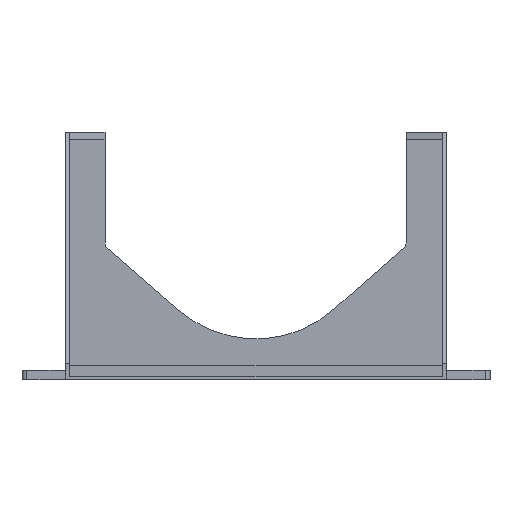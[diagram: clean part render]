
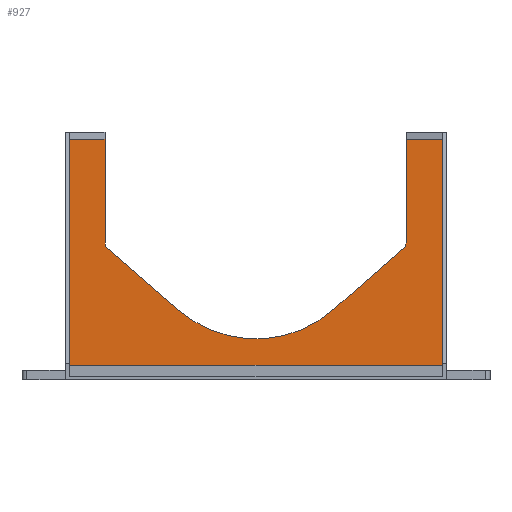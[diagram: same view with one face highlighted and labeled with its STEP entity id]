
A CAD part, top view. The second image highlights one B-rep face of the part: STEP entity #927.
In plain terms, the highlighted planar face has unit normal (0, 0, 1).
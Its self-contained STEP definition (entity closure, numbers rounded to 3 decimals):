
#670=CARTESIAN_POINT('',(711.6,22.6,121.68));
#671=VERTEX_POINT('',#670);
#672=CARTESIAN_POINT('',(711.6,-21.532,121.68));
#673=VERTEX_POINT('',#672);
#674=CARTESIAN_POINT('',(711.6,22.6,121.68));
#675=DIRECTION('',(0.,-1.,0.));
#676=VECTOR('',#675,44.132);
#677=LINE('',#674,#676);
#678=EDGE_CURVE('',#671,#673,#677,.T.);
#782=CARTESIAN_POINT('',(839.982,-21.537,121.68));
#783=VERTEX_POINT('',#782);
#790=CARTESIAN_POINT('',(839.982,22.6,121.68));
#791=VERTEX_POINT('',#790);
#792=CARTESIAN_POINT('',(839.982,22.6,121.68));
#793=DIRECTION('',(0.,-1.,0.));
#794=VECTOR('',#793,44.137);
#795=LINE('',#792,#794);
#796=EDGE_CURVE('',#791,#783,#795,.T.);
#821=CARTESIAN_POINT('',(855.4,22.6,121.68));
#822=VERTEX_POINT('',#821);
#823=CARTESIAN_POINT('',(839.982,22.6,121.68));
#824=DIRECTION('',(1.,0.,-0.));
#825=VECTOR('',#824,15.418);
#826=LINE('',#823,#825);
#827=EDGE_CURVE('',#791,#822,#826,.T.);
#838=CARTESIAN_POINT('',(745.4,-78.5,121.68));
#839=DIRECTION('',(-0.,-0.,-1.));
#840=DIRECTION('',(1.,0.,-0.));
#841=AXIS2_PLACEMENT_3D('',#838,#839,#840);
#842=PLANE('',#841);
#843=ORIENTED_EDGE('',*,*,#827,.F.);
#844=ORIENTED_EDGE('',*,*,#796,.T.);
#845=CARTESIAN_POINT('',(838.956,-23.797,121.68));
#846=VERTEX_POINT('',#845);
#847=CARTESIAN_POINT('',(836.982,-21.537,121.68));
#848=DIRECTION('',(-0.,-0.,-1.));
#849=DIRECTION('',(-1.,0.,0.));
#850=AXIS2_PLACEMENT_3D('',#847,#848,#849);
#851=CIRCLE('',#850,3.);
#852=EDGE_CURVE('',#783,#846,#851,.T.);
#853=ORIENTED_EDGE('',*,*,#852,.T.);
#854=CARTESIAN_POINT('',(808.79,-50.152,121.68));
#855=VERTEX_POINT('',#854);
#856=CARTESIAN_POINT('',(808.79,-50.152,121.68));
#857=DIRECTION('',(0.753,0.658,-0.));
#858=VECTOR('',#857,40.057);
#859=LINE('',#856,#858);
#860=EDGE_CURVE('',#855,#846,#859,.T.);
#861=ORIENTED_EDGE('',*,*,#860,.F.);
#862=CARTESIAN_POINT('',(743.118,-50.258,121.68));
#863=VERTEX_POINT('',#862);
#864=CARTESIAN_POINT('',(775.893,-12.498,121.68));
#865=DIRECTION('',(-0.,-0.,-1.));
#866=DIRECTION('',(-1.,0.,0.));
#867=AXIS2_PLACEMENT_3D('',#864,#865,#866);
#868=CIRCLE('',#867,50.);
#869=EDGE_CURVE('',#855,#863,#868,.T.);
#870=ORIENTED_EDGE('',*,*,#869,.T.);
#871=CARTESIAN_POINT('',(712.633,-23.797,121.68));
#872=VERTEX_POINT('',#871);
#873=CARTESIAN_POINT('',(743.118,-50.258,121.68));
#874=DIRECTION('',(-0.755,0.656,0.));
#875=VECTOR('',#874,40.366);
#876=LINE('',#873,#875);
#877=EDGE_CURVE('',#863,#872,#876,.T.);
#878=ORIENTED_EDGE('',*,*,#877,.T.);
#879=CARTESIAN_POINT('',(714.6,-21.532,121.68));
#880=DIRECTION('',(-0.,-0.,-1.));
#881=DIRECTION('',(-1.,0.,0.));
#882=AXIS2_PLACEMENT_3D('',#879,#880,#881);
#883=CIRCLE('',#882,3.);
#884=EDGE_CURVE('',#872,#673,#883,.T.);
#885=ORIENTED_EDGE('',*,*,#884,.T.);
#886=ORIENTED_EDGE('',*,*,#678,.F.);
#887=CARTESIAN_POINT('',(696.6,22.6,121.68));
#888=VERTEX_POINT('',#887);
#889=CARTESIAN_POINT('',(696.6,22.6,121.68));
#890=DIRECTION('',(1.,0.,-0.));
#891=VECTOR('',#890,15.);
#892=LINE('',#889,#891);
#893=EDGE_CURVE('',#888,#671,#892,.T.);
#894=ORIENTED_EDGE('',*,*,#893,.F.);
#895=CARTESIAN_POINT('',(696.6,-78.8,121.68));
#896=VERTEX_POINT('',#895);
#897=CARTESIAN_POINT('',(696.6,22.6,121.68));
#898=DIRECTION('',(0.,-1.,0.));
#899=VECTOR('',#898,101.4);
#900=LINE('',#897,#899);
#901=EDGE_CURVE('',#888,#896,#900,.T.);
#902=ORIENTED_EDGE('',*,*,#901,.T.);
#903=CARTESIAN_POINT('',(776.,-78.8,121.68));
#904=VERTEX_POINT('',#903);
#905=CARTESIAN_POINT('',(776.,-78.8,121.68));
#906=DIRECTION('',(-1.,-0.,0.));
#907=VECTOR('',#906,79.4);
#908=LINE('',#905,#907);
#909=EDGE_CURVE('',#904,#896,#908,.T.);
#910=ORIENTED_EDGE('',*,*,#909,.F.);
#911=CARTESIAN_POINT('',(855.4,-78.8,121.68));
#912=VERTEX_POINT('',#911);
#913=CARTESIAN_POINT('',(855.4,-78.8,121.68));
#914=DIRECTION('',(-1.,-0.,0.));
#915=VECTOR('',#914,79.4);
#916=LINE('',#913,#915);
#917=EDGE_CURVE('',#912,#904,#916,.T.);
#918=ORIENTED_EDGE('',*,*,#917,.F.);
#919=CARTESIAN_POINT('',(855.4,22.6,121.68));
#920=DIRECTION('',(0.,-1.,-0.));
#921=VECTOR('',#920,101.4);
#922=LINE('',#919,#921);
#923=EDGE_CURVE('',#822,#912,#922,.T.);
#924=ORIENTED_EDGE('',*,*,#923,.F.);
#925=EDGE_LOOP('',(#843,#844,#853,#861,#870,#878,#885,#886,#894,#902,#910,#918,#924));
#926=FACE_BOUND('',#925,.T.);
#927=ADVANCED_FACE('',(#926),#842,.F.);
